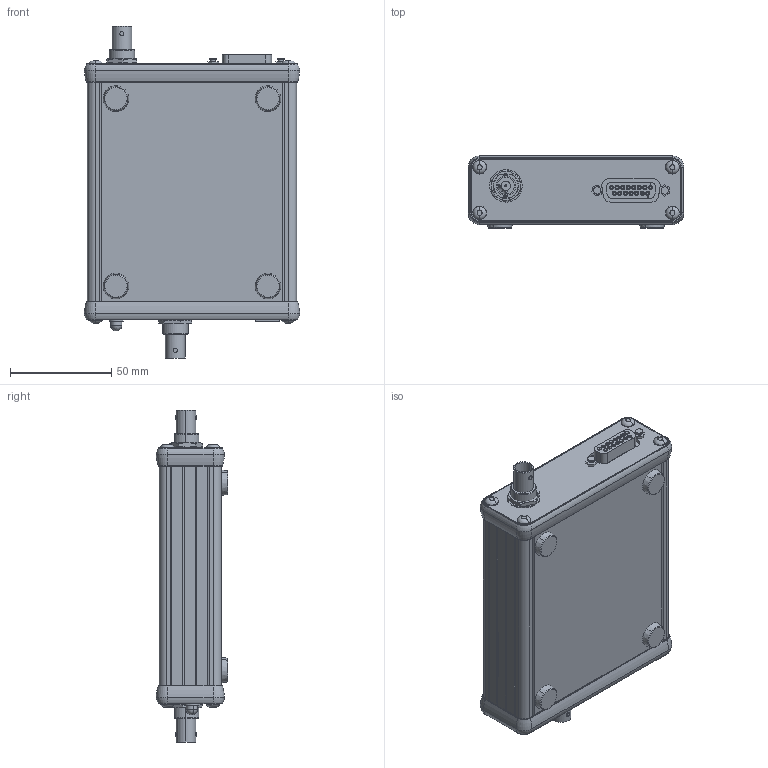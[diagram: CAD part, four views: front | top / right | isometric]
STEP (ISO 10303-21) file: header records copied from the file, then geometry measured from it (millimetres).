
FILE_DESCRIPTION (( 'STEP AP214' ), '1' );
FILE_NAME ('SK-9365 M-LINK ASS''Y.STEP', '2013-05-29T12:58:29', ( '' ), ( '' ), 'SwSTEP 2.0', 'SolidWorks 2012', '' );
FILE_SCHEMA (( 'AUTOMOTIVE_DESIGN' ));
Length unit declared in the file: millimetre
Products named in the file (1): SK-9365 M-LINK ASS''Y
Bounding box: 106.13 x 35.37 x 163.58 mm (x, y, z)
Surface area: 50980.7 mm2 (no closed solid volume)
Topology: 0 solids, 35 shells, 471 faces, 1366 edges, 939 vertices
Faces by surface type: cylinder 200, plane 137, cone 76, torus 32, bspline 24, sphere 2
Entity records: 21461 total; most frequent: CARTESIAN_POINT 3887, DIRECTION 2776, ORIENTED_EDGE 2185, EDGE_CURVE 1362, AXIS2_PLACEMENT_3D 1042, VERTEX_POINT 937, LINE 692, VECTOR 692
